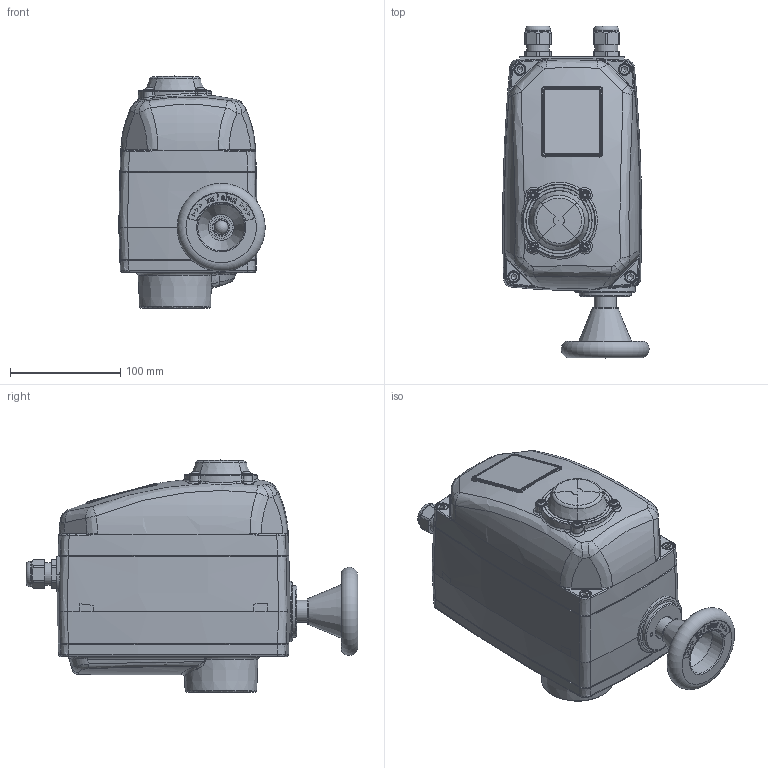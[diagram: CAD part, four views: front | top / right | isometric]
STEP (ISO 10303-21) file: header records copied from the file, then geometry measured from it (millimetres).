
FILE_DESCRIPTION(/* description */ ('','CAx-IF Rec.Pracs.---Representation and Presentation of Product Manufacturing Information (PMI)---3.8---2014-02-18'),/* implementation_level */ '2;1');
FILE_NAME(/* name */ 'E50.stp',/* time_stamp */ '2018-08-13T10:18:58+02:00',/* author */ ('hellwig'),/* organization */ (''),/* preprocessor_version */ 'ST-DEVELOPER v16.5',/* originating_system */ 'Autodesk Inventor 2017',/* authorisation */ '');
FILE_SCHEMA (('AP242_MANAGED_MODEL_BASED_3D_ENGINEERING_MIM_LF { 1 0 10303 442 1 1 4 }'));
Products named in the file (1): M50250
Bounding box: 132.93 x 301.3 x 210.7 mm (x, y, z)
Volume: 1240482.4 mm3; surface area: 454551.8 mm2
Topology: 26 solids, 26 shells, 2515 faces, 6077 edges, 3681 vertices
Faces by surface type: plane 730, bspline 656, cylinder 556, cone 274, torus 243, sphere 56
Full cylindrical faces by diameter (mm): 3.242 x9, 3.5 x2, 4 x4, 4.134 x2, 4.7 x4, 4.917 x12, 5 x5, 6 x8, 6.5 x4, 6.647 x1, 8 x1, 8.5 x1, 9 x3, 10 x14, 10.5 x1, 11 x4, 11.75 x1, 12 x1, 12.3 x2, 12.5 x1, 13.5 x2, 13.7 x2, 14.1 x2, 15 x2, 15.05 x2, 15.7 x1, 15.75 x1, 16 x3, 17 x1, 18.376 x2
Entity records: 89167 total; most frequent: CARTESIAN_POINT 31738, DIRECTION 11255, ORIENTED_EDGE 11208, EDGE_CURVE 5604, AXIS2_PLACEMENT_3D 4732, VERTEX_POINT 3602, EDGE_LOOP 3020, STYLED_ITEM 2538
